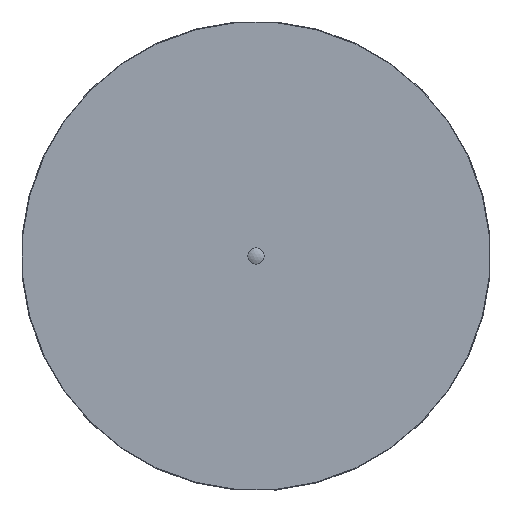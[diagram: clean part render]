
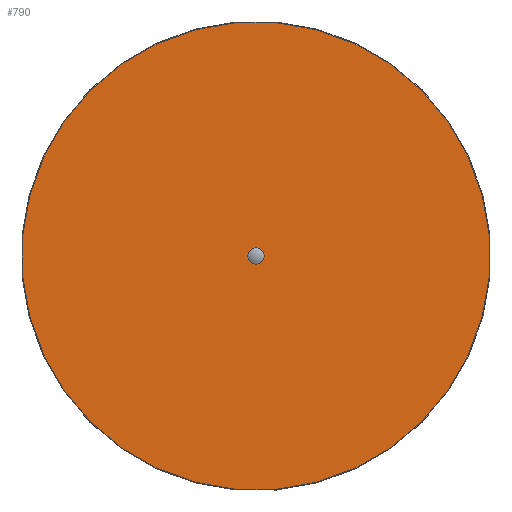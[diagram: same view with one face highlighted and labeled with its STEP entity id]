
A CAD part, front view. The second image highlights one B-rep face of the part: STEP entity #790.
In plain terms, the highlighted planar face has unit normal (0, -1, 0).
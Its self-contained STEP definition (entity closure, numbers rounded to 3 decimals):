
#137=FACE_BOUND('',#231,.T.);
#180=FACE_OUTER_BOUND('',#230,.T.);
#230=EDGE_LOOP('',(#673,#674));
#231=EDGE_LOOP('',(#675,#676));
#250=CIRCLE('',#851,3.873);
#251=CIRCLE('',#852,3.873);
#278=CIRCLE('',#898,174.5);
#279=CIRCLE('',#899,174.5);
#321=VERTEX_POINT('',#1293);
#322=VERTEX_POINT('',#1295);
#355=VERTEX_POINT('',#1392);
#356=VERTEX_POINT('',#1393);
#416=EDGE_CURVE('',#322,#321,#250,.T.);
#417=EDGE_CURVE('',#321,#322,#251,.T.);
#462=EDGE_CURVE('',#355,#356,#278,.T.);
#463=EDGE_CURVE('',#356,#355,#279,.T.);
#673=ORIENTED_EDGE('',*,*,#462,.T.);
#674=ORIENTED_EDGE('',*,*,#463,.T.);
#675=ORIENTED_EDGE('',*,*,#416,.T.);
#676=ORIENTED_EDGE('',*,*,#417,.T.);
#703=PLANE('',#901);
#790=ADVANCED_FACE('',(#180,#137),#703,.T.);
#851=AXIS2_PLACEMENT_3D('',#1296,#1002,#1003);
#852=AXIS2_PLACEMENT_3D('',#1297,#1004,#1005);
#898=AXIS2_PLACEMENT_3D('',#1394,#1113,#1114);
#899=AXIS2_PLACEMENT_3D('',#1395,#1115,#1116);
#901=AXIS2_PLACEMENT_3D('',#1397,#1119,#1120);
#1002=DIRECTION('center_axis',(0.,1.,0.));
#1003=DIRECTION('ref_axis',(-0.564,0.,-0.826));
#1004=DIRECTION('center_axis',(0.,1.,0.));
#1005=DIRECTION('ref_axis',(-0.564,0.,-0.826));
#1113=DIRECTION('center_axis',(0.,-1.,0.));
#1114=DIRECTION('ref_axis',(-0.996,0.,-0.087));
#1115=DIRECTION('center_axis',(0.,-1.,0.));
#1116=DIRECTION('ref_axis',(-0.996,0.,-0.087));
#1119=DIRECTION('center_axis',(0.,-1.,0.));
#1120=DIRECTION('ref_axis',(-0.087,0.,0.996));
#1293=CARTESIAN_POINT('',(2.185,0.,3.198));
#1295=CARTESIAN_POINT('',(-2.185,0.,-3.198));
#1296=CARTESIAN_POINT('Origin',(0.,0.,0.));
#1297=CARTESIAN_POINT('Origin',(0.,0.,0.));
#1392=CARTESIAN_POINT('',(-173.836,0.,-15.209));
#1393=CARTESIAN_POINT('',(15.209,0.,-173.836));
#1394=CARTESIAN_POINT('Origin',(0.,0.,
0.));
#1395=CARTESIAN_POINT('Origin',(0.,0.,
0.));
#1397=CARTESIAN_POINT('Origin',(0.,0.,
0.));
